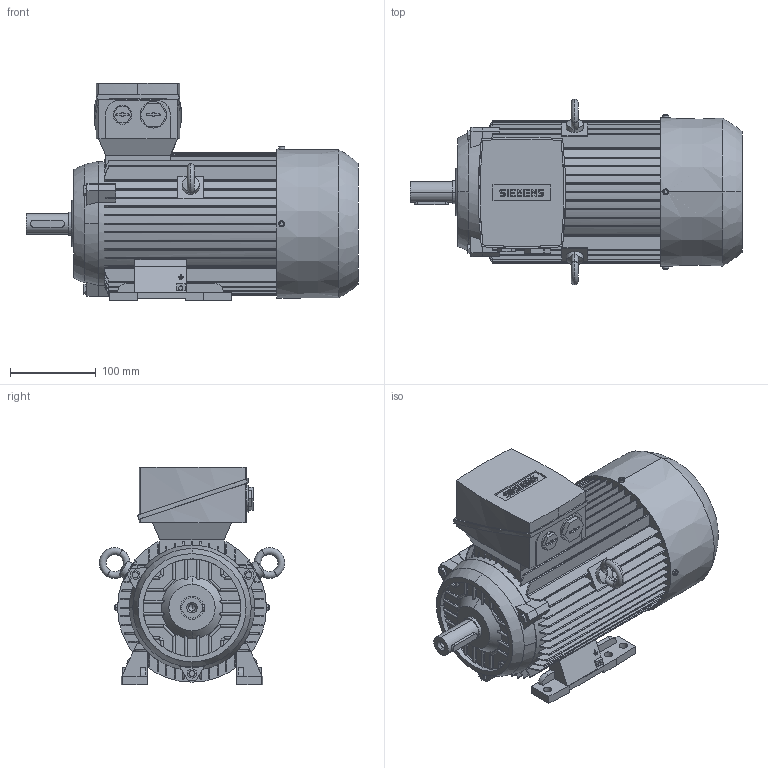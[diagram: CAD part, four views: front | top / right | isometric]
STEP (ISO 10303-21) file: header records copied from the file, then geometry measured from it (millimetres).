
FILE_DESCRIPTION(('STEP AP214'),'1');
FILE_NAME('cctmp_7252062A-4DD4-4DB7-BA18-63A98AF6F67B_2023_06_26_14_15_09_0590..stp','2023-06-26T12:15:10',('SIEMENS A&D'),('CADClick - www.CADClick.com'),'Spatial InterOp 3D',' ','unknown authorization');
FILE_SCHEMA(('AUTOMOTIVE_DESIGN'));
Length unit declared in the file: millimetre
Products named in the file (1): 1
Bounding box: 387 x 216.39 x 254 mm (x, y, z)
Volume: 7332014.4 mm3; surface area: 507518.8 mm2
Topology: 5 solids, 5 shells, 991 faces, 2820 edges, 1840 vertices
Faces by surface type: plane 616, cylinder 237, torus 110, cone 24, sphere 4
Entity records: 42790 total; most frequent: CARTESIAN_POINT 9078, ORIENTED_EDGE 5572, DIRECTION 5223, EDGE_CURVE 2786, VERTEX_POINT 1840, AXIS2_PLACEMENT_3D 1780, LINE 1663, VECTOR 1663
